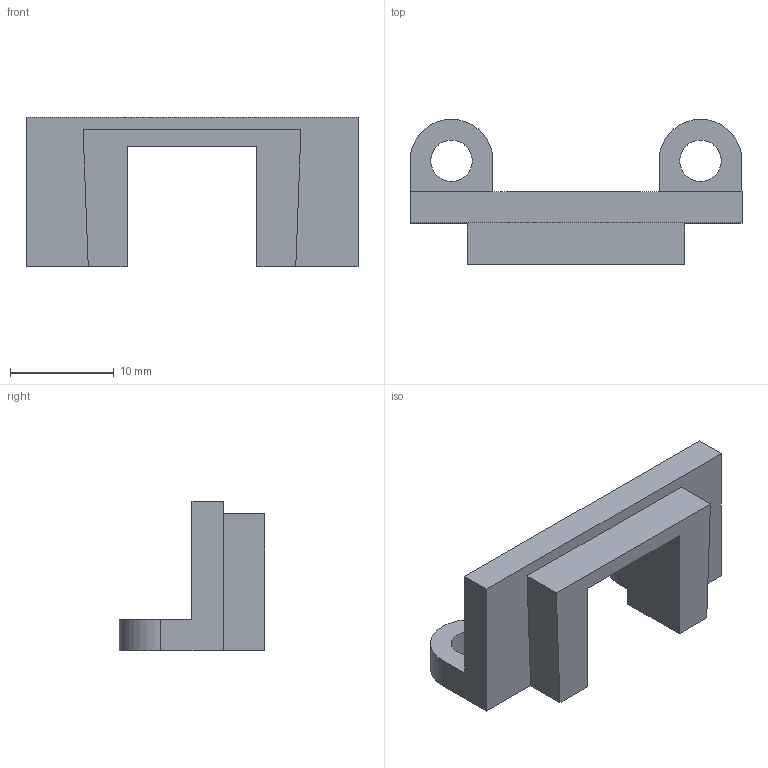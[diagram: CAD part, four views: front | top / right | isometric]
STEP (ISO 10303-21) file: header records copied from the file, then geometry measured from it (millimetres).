
FILE_DESCRIPTION(('STEP AP214'),'1');
FILE_NAME('Shim 3D (OK).step','2025-02-16T19:57:15',(' '),(' '),'Spatial InterOp 3D',' ',' ');
FILE_SCHEMA(('AUTOMOTIVE_DESIGN { 1 0 10303 214 1 1 1 1 }'));
Length unit declared in the file: metre
Products named in the file (1): Solid
Bounding box: 32 x 14 x 14.4 mm (x, y, z)
Volume: 1669.7 mm3; surface area: 1627 mm2
Topology: 1 solids, 1 shells, 25 faces, 68 edges, 45 vertices
Faces by surface type: plane 19, cylinder 6
Entity records: 821 total; most frequent: CARTESIAN_POINT 139, ORIENTED_EDGE 136, DIRECTION 132, EDGE_CURVE 68, LINE 56, VECTOR 56, VERTEX_POINT 45, AXIS2_PLACEMENT_3D 38
